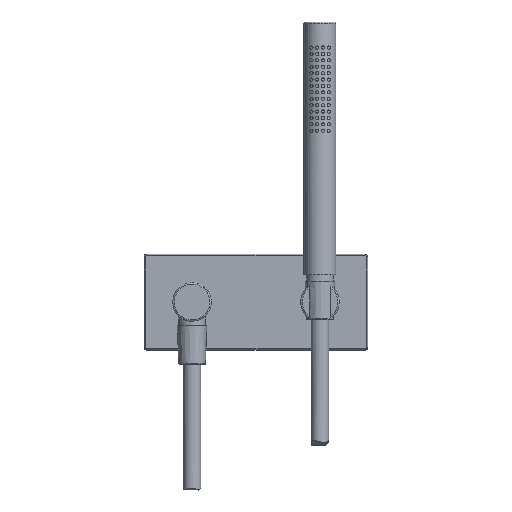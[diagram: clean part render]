
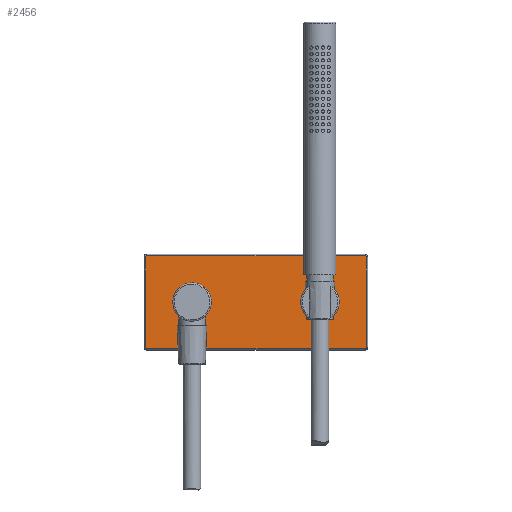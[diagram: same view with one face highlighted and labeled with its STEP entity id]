
A CAD part, top view. The second image highlights one B-rep face of the part: STEP entity #2456.
In plain terms, the highlighted planar face has unit normal (0, 0, 1).
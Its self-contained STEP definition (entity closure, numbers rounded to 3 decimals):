
#144 = CARTESIAN_POINT ( 'NONE',  ( -86.185, 35.936, 12. ) ) ;
#421 = CARTESIAN_POINT ( 'NONE',  ( 85.936, -36.185, 12. ) ) ;
#505 = LINE ( 'NONE', #3760, #599 ) ;
#561 = CARTESIAN_POINT ( 'NONE',  ( 86.185, 35.936, 12. ) ) ;
#599 = VECTOR ( 'NONE', #3736, 1000. ) ;
#719 = CARTESIAN_POINT ( 'NONE',  ( -86.308, 35.308, 12. ) ) ;
#828 = ORIENTED_EDGE ( 'NONE', *, *, #1868, .F. ) ;
#831 = CARTESIAN_POINT ( 'NONE',  ( -85.308, -36.308, 12. ) ) ;
#891 = EDGE_CURVE ( 'NONE', #5898, #7025, #3420, .T. ) ;
#917 = EDGE_CURVE ( 'NONE', #4174, #4174, #3505, .T. ) ;
#1004 = CARTESIAN_POINT ( 'NONE',  ( 85.308, -36.308, 12. ) ) ;
#1010 = ORIENTED_EDGE ( 'NONE', *, *, #5957, .F. ) ;
#1113 = CARTESIAN_POINT ( 'NONE',  ( 85.308, 36.308, 12. ) ) ;
#1133 = CARTESIAN_POINT ( 'NONE',  ( 86.308, 35.308, 12. ) ) ;
#1179 = EDGE_CURVE ( 'NONE', #6325, #4570, #3241, .T. ) ;
#1294 = CARTESIAN_POINT ( 'NONE',  ( -85.936, 36.185, 12. ) ) ;
#1604 = EDGE_LOOP ( 'NONE', ( #4043 ) ) ;
#1717 = AXIS2_PLACEMENT_3D ( 'NONE', #6021, #6496, #3337 ) ;
#1803 = CARTESIAN_POINT ( 'NONE',  ( 86.308, -35.308, 12. ) ) ;
#1868 = EDGE_CURVE ( 'NONE', #3249, #3627, #505, .T. ) ;
#1958 = CARTESIAN_POINT ( 'NONE',  ( -85.308, 36.308, 12. ) ) ;
#2068 = EDGE_CURVE ( 'NONE', #3627, #3644, #5151, .T. ) ;
#2169 = PLANE ( 'NONE',  #1717 ) ;
#2456 = ADVANCED_FACE ( 'NONE', ( #7007, #6337 ), #2169, .F. ) ;
#2480 = EDGE_CURVE ( 'NONE', #3644, #3536, #6278, .T. ) ;
#2490 = CARTESIAN_POINT ( 'NONE',  ( -86.308, 35.622, 12. ) ) ;
#2584 = CARTESIAN_POINT ( 'NONE',  ( -50., -36.308, 12. ) ) ;
#2617 = CARTESIAN_POINT ( 'NONE',  ( 85.308, 36.308, 12. ) ) ;
#2635 = DIRECTION ( 'NONE',  ( -1., 0., 0. ) ) ;
#2725 = CARTESIAN_POINT ( 'NONE',  ( 85.308, -36.308, 12. ) ) ;
#3004 = B_SPLINE_CURVE_WITH_KNOTS ( 'NONE', 5,
 ( #1113, #3534, #4120, #561, #4678, #1133 ),
 .UNSPECIFIED., .F., .F.,
 ( 6, 6 ),
 ( 0., 1. ),
 .UNSPECIFIED. ) ;
#3149 = CARTESIAN_POINT ( 'NONE',  ( 86.308, -35.308, 12. ) ) ;
#3241 = LINE ( 'NONE', #2584, #3247 ) ;
#3247 = VECTOR ( 'NONE', #2635, 1000. ) ;
#3249 = VERTEX_POINT ( 'NONE', #6289 ) ;
#3250 = DIRECTION ( 'NONE',  ( -1., 0., 0. ) ) ;
#3259 = DIRECTION ( 'NONE',  ( 0., 0., 1. ) ) ;
#3262 = CARTESIAN_POINT ( 'NONE',  ( -50., 0., 12. ) ) ;
#3292 = ORIENTED_EDGE ( 'NONE', *, *, #891, .F. ) ;
#3302 = DIRECTION ( 'NONE',  ( 0., -1., 0. ) ) ;
#3337 = DIRECTION ( 'NONE',  ( 0., 1., 0. ) ) ;
#3410 = VECTOR ( 'NONE', #3302, 1000. ) ;
#3420 = LINE ( 'NONE', #3595, #3410 ) ;
#3505 = CIRCLE ( 'NONE', #6790, 13. ) ;
#3509 = CARTESIAN_POINT ( 'NONE',  ( -86.185, -35.936, 12. ) ) ;
#3534 = CARTESIAN_POINT ( 'NONE',  ( 85.622, 36.308, 12. ) ) ;
#3536 = VERTEX_POINT ( 'NONE', #2617 ) ;
#3595 = CARTESIAN_POINT ( 'NONE',  ( 86.308, 0., 12. ) ) ;
#3627 = VERTEX_POINT ( 'NONE', #4910 ) ;
#3644 = VERTEX_POINT ( 'NONE', #5327 ) ;
#3736 = DIRECTION ( 'NONE',  ( 0., 1., 0. ) ) ;
#3760 = CARTESIAN_POINT ( 'NONE',  ( -86.308, 0., 12. ) ) ;
#3933 = CARTESIAN_POINT ( 'NONE',  ( -50., 36.308, 12. ) ) ;
#3966 = EDGE_LOOP ( 'NONE', ( #5176, #3292, #4921, #6780, #6386, #828, #1010, #5622 ) ) ;
#3979 = CARTESIAN_POINT ( 'NONE',  ( 86.185, -35.936, 12. ) ) ;
#4043 = ORIENTED_EDGE ( 'NONE', *, *, #917, .F. ) ;
#4099 = CARTESIAN_POINT ( 'NONE',  ( -86.308, -35.308, 12. ) ) ;
#4120 = CARTESIAN_POINT ( 'NONE',  ( 85.936, 36.185, 12. ) ) ;
#4174 = VERTEX_POINT ( 'NONE', #5980 ) ;
#4396 = CARTESIAN_POINT ( 'NONE',  ( 86.308, 35.308, 12. ) ) ;
#4536 = B_SPLINE_CURVE_WITH_KNOTS ( 'NONE', 5,
 ( #3149, #7020, #3979, #421, #4553, #1004 ),
 .UNSPECIFIED., .F., .F.,
 ( 6, 6 ),
 ( 0., 1. ),
 .UNSPECIFIED. ) ;
#4553 = CARTESIAN_POINT ( 'NONE',  ( 85.622, -36.308, 12. ) ) ;
#4570 = VERTEX_POINT ( 'NONE', #831 ) ;
#4631 = EDGE_CURVE ( 'NONE', #7025, #6325, #4536, .T. ) ;
#4678 = CARTESIAN_POINT ( 'NONE',  ( 86.308, 35.622, 12. ) ) ;
#4910 = CARTESIAN_POINT ( 'NONE',  ( -86.308, 35.308, 12. ) ) ;
#4921 = ORIENTED_EDGE ( 'NONE', *, *, #5994, .F. ) ;
#5151 = B_SPLINE_CURVE_WITH_KNOTS ( 'NONE', 5,
 ( #719, #2490, #144, #1294, #5372, #1958 ),
 .UNSPECIFIED., .F., .F.,
 ( 6, 6 ),
 ( 0., 1. ),
 .UNSPECIFIED. ) ;
#5176 = ORIENTED_EDGE ( 'NONE', *, *, #4631, .F. ) ;
#5193 = CARTESIAN_POINT ( 'NONE',  ( -85.308, -36.308, 12. ) ) ;
#5327 = CARTESIAN_POINT ( 'NONE',  ( -85.308, 36.308, 12. ) ) ;
#5372 = CARTESIAN_POINT ( 'NONE',  ( -85.622, 36.308, 12. ) ) ;
#5580 = B_SPLINE_CURVE_WITH_KNOTS ( 'NONE', 5,
 ( #5193, #6160, #6636, #3509, #7115, #4099 ),
 .UNSPECIFIED., .F., .F.,
 ( 6, 6 ),
 ( 0., 1. ),
 .UNSPECIFIED. ) ;
#5622 = ORIENTED_EDGE ( 'NONE', *, *, #1179, .F. ) ;
#5898 = VERTEX_POINT ( 'NONE', #4396 ) ;
#5957 = EDGE_CURVE ( 'NONE', #4570, #3249, #5580, .T. ) ;
#5980 = CARTESIAN_POINT ( 'NONE',  ( -63., 0., 12. ) ) ;
#5994 = EDGE_CURVE ( 'NONE', #3536, #5898, #3004, .T. ) ;
#6021 = CARTESIAN_POINT ( 'NONE',  ( -50., 0., 12. ) ) ;
#6160 = CARTESIAN_POINT ( 'NONE',  ( -85.622, -36.308, 12. ) ) ;
#6278 = LINE ( 'NONE', #3933, #7013 ) ;
#6289 = CARTESIAN_POINT ( 'NONE',  ( -86.308, -35.308, 12. ) ) ;
#6325 = VERTEX_POINT ( 'NONE', #2725 ) ;
#6337 = FACE_OUTER_BOUND ( 'NONE', #3966, .T. ) ;
#6386 = ORIENTED_EDGE ( 'NONE', *, *, #2068, .F. ) ;
#6496 = DIRECTION ( 'NONE',  ( 0., 0., -1. ) ) ;
#6636 = CARTESIAN_POINT ( 'NONE',  ( -85.936, -36.185, 12. ) ) ;
#6780 = ORIENTED_EDGE ( 'NONE', *, *, #2480, .F. ) ;
#6790 = AXIS2_PLACEMENT_3D ( 'NONE', #3262, #3259, #3250 ) ;
#6978 = DIRECTION ( 'NONE',  ( 1., 0., 0. ) ) ;
#7007 = FACE_BOUND ( 'NONE', #1604, .T. ) ;
#7013 = VECTOR ( 'NONE', #6978, 1000. ) ;
#7020 = CARTESIAN_POINT ( 'NONE',  ( 86.308, -35.622, 12. ) ) ;
#7025 = VERTEX_POINT ( 'NONE', #1803 ) ;
#7115 = CARTESIAN_POINT ( 'NONE',  ( -86.308, -35.622, 12. ) ) ;
